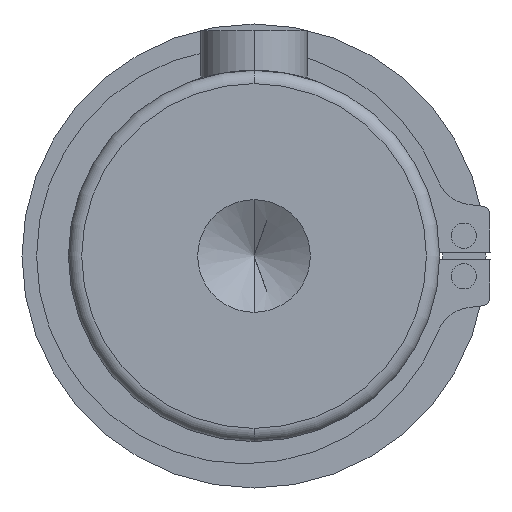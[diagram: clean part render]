
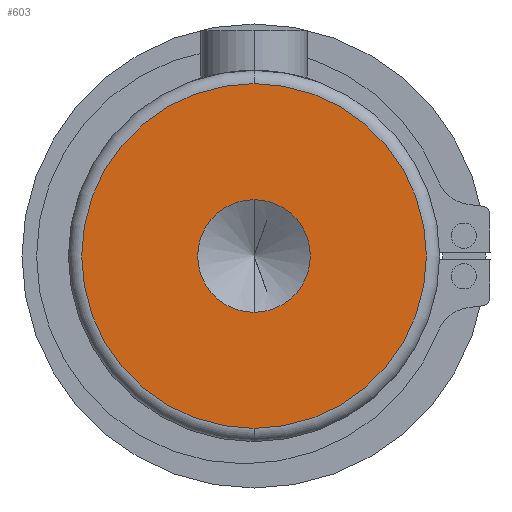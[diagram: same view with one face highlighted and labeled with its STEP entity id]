
A CAD part, left-side view. The second image highlights one B-rep face of the part: STEP entity #603.
In plain terms, the highlighted planar face has unit normal (-1, 0, 0).
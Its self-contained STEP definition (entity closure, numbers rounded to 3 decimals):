
#14 = FACE_BOUND ( 'NONE', #2659, .T. ) ;
#156 = CIRCLE ( 'NONE', #1048, 13. ) ;
#221 = CARTESIAN_POINT ( 'NONE',  ( -30.239, 0., 13. ) ) ;
#333 = VERTEX_POINT ( 'NONE', #3717 ) ;
#368 = FACE_OUTER_BOUND ( 'NONE', #2205, .T. ) ;
#402 = ORIENTED_EDGE ( 'NONE', *, *, #2500, .T. ) ;
#453 = DIRECTION ( 'NONE',  ( 0., 0., -1. ) ) ;
#603 = ADVANCED_FACE ( 'NONE', ( #14, #368 ), #4014, .F. ) ;
#661 = CIRCLE ( 'NONE', #4212, 13. ) ;
#796 = AXIS2_PLACEMENT_3D ( 'NONE', #1043, #3027, #1431 ) ;
#807 = EDGE_CURVE ( 'NONE', #3946, #3737, #156, .T. ) ;
#1043 = CARTESIAN_POINT ( 'NONE',  ( -30.239, 0., 0. ) ) ;
#1048 = AXIS2_PLACEMENT_3D ( 'NONE', #4072, #3033, #453 ) ;
#1353 = DIRECTION ( 'NONE',  ( 0., 1., 0. ) ) ;
#1402 = ORIENTED_EDGE ( 'NONE', *, *, #2337, .F. ) ;
#1431 = DIRECTION ( 'NONE',  ( 0., 0., 1. ) ) ;
#1527 = EDGE_CURVE ( 'NONE', #333, #2328, #4274, .T. ) ;
#1563 = CIRCLE ( 'NONE', #1698, 4.25 ) ;
#1698 = AXIS2_PLACEMENT_3D ( 'NONE', #2376, #2404, #2707 ) ;
#1946 = ORIENTED_EDGE ( 'NONE', *, *, #807, .T. ) ;
#2131 = DIRECTION ( 'NONE',  ( -1., 0., 0. ) ) ;
#2202 = CARTESIAN_POINT ( 'NONE',  ( -30.239, 0., 0. ) ) ;
#2205 = EDGE_LOOP ( 'NONE', ( #1946, #402 ) ) ;
#2328 = VERTEX_POINT ( 'NONE', #3031 ) ;
#2337 = EDGE_CURVE ( 'NONE', #2328, #333, #1563, .T. ) ;
#2343 = DIRECTION ( 'NONE',  ( 1., 0., 0. ) ) ;
#2376 = CARTESIAN_POINT ( 'NONE',  ( -30.239, 0., 0. ) ) ;
#2404 = DIRECTION ( 'NONE',  ( -1., 0., 0. ) ) ;
#2500 = EDGE_CURVE ( 'NONE', #3737, #3946, #661, .T. ) ;
#2659 = EDGE_LOOP ( 'NONE', ( #1402, #2770 ) ) ;
#2707 = DIRECTION ( 'NONE',  ( 0., 0., 1. ) ) ;
#2770 = ORIENTED_EDGE ( 'NONE', *, *, #1527, .F. ) ;
#2860 = DIRECTION ( 'NONE',  ( 0., 0., -1. ) ) ;
#3027 = DIRECTION ( 'NONE',  ( -1., 0., 0. ) ) ;
#3031 = CARTESIAN_POINT ( 'NONE',  ( -30.239, 0., 4.25 ) ) ;
#3033 = DIRECTION ( 'NONE',  ( -1., 0., 0. ) ) ;
#3612 = CARTESIAN_POINT ( 'NONE',  ( -30.239, 0., -13. ) ) ;
#3717 = CARTESIAN_POINT ( 'NONE',  ( -30.239, 0., -4.25 ) ) ;
#3727 = CARTESIAN_POINT ( 'NONE',  ( -30.239, 14., 0. ) ) ;
#3737 = VERTEX_POINT ( 'NONE', #221 ) ;
#3770 = AXIS2_PLACEMENT_3D ( 'NONE', #3727, #2343, #1353 ) ;
#3946 = VERTEX_POINT ( 'NONE', #3612 ) ;
#4014 = PLANE ( 'NONE',  #3770 ) ;
#4072 = CARTESIAN_POINT ( 'NONE',  ( -30.239, 0., 0. ) ) ;
#4212 = AXIS2_PLACEMENT_3D ( 'NONE', #2202, #2131, #2860 ) ;
#4274 = CIRCLE ( 'NONE', #796, 4.25 ) ;
